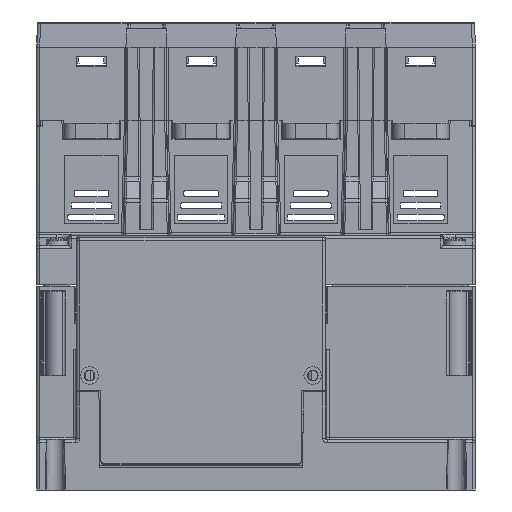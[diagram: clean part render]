
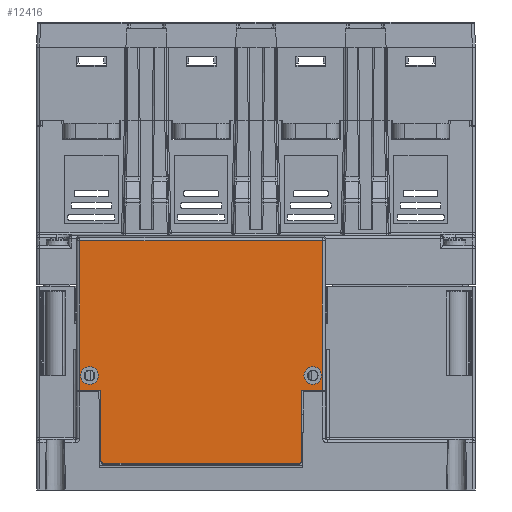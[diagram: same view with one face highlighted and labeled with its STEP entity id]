
A CAD part, front view. The second image highlights one B-rep face of the part: STEP entity #12416.
In plain terms, the highlighted planar face has unit normal (0, -1, 0).
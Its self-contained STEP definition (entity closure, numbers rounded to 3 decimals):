
#2080=ELLIPSE('',#118414,1.,1.);
#2081=ELLIPSE('',#118415,1.,1.);
#6379=FACE_BOUND('',#25718,.T.);
#6380=FACE_BOUND('',#25719,.T.);
#6381=FACE_BOUND('',#25720,.T.);
#8326=CIRCLE('',#118101,2.8);
#8330=CIRCLE('',#118108,2.8);
#12416=ADVANCED_FACE('',(#6379,#6380,#6381),#15906,.F.);
#15906=PLANE('',#118416);
#25718=EDGE_LOOP('',(#48732));
#25719=EDGE_LOOP('',(#48733));
#25720=EDGE_LOOP('',(#48734,#48735,#48736,#48737,#48738,#48739,#48740,#48741,
#48742,#48743));
#48732=ORIENTED_EDGE('',*,*,#82575,.F.);
#48733=ORIENTED_EDGE('',*,*,#82571,.T.);
#48734=ORIENTED_EDGE('',*,*,#83028,.T.);
#48735=ORIENTED_EDGE('',*,*,#82865,.T.);
#48736=ORIENTED_EDGE('',*,*,#83029,.T.);
#48737=ORIENTED_EDGE('',*,*,#83030,.T.);
#48738=ORIENTED_EDGE('',*,*,#83031,.F.);
#48739=ORIENTED_EDGE('',*,*,#83032,.T.);
#48740=ORIENTED_EDGE('',*,*,#83033,.T.);
#48741=ORIENTED_EDGE('',*,*,#83034,.T.);
#48742=ORIENTED_EDGE('',*,*,#83035,.T.);
#48743=ORIENTED_EDGE('',*,*,#83036,.T.);
#66874=VERTEX_POINT('',#182682);
#66878=VERTEX_POINT('',#182693);
#67068=VERTEX_POINT('',#183286);
#67070=VERTEX_POINT('',#183289);
#67176=VERTEX_POINT('',#183594);
#67177=VERTEX_POINT('',#183596);
#67178=VERTEX_POINT('',#183598);
#67179=VERTEX_POINT('',#183600);
#67180=VERTEX_POINT('',#183602);
#67181=VERTEX_POINT('',#183604);
#67182=VERTEX_POINT('',#183606);
#67183=VERTEX_POINT('',#183608);
#82571=EDGE_CURVE('',#66874,#66874,#8326,.T.);
#82575=EDGE_CURVE('',#66878,#66878,#8330,.T.);
#82865=EDGE_CURVE('',#67070,#67068,#95952,.T.);
#83028=EDGE_CURVE('',#67176,#67070,#96075,.T.);
#83029=EDGE_CURVE('',#67068,#67177,#96076,.T.);
#83030=EDGE_CURVE('',#67177,#67178,#2080,.T.);
#83031=EDGE_CURVE('',#67179,#67178,#96077,.T.);
#83032=EDGE_CURVE('',#67179,#67180,#2081,.T.);
#83033=EDGE_CURVE('',#67180,#67181,#96078,.T.);
#83034=EDGE_CURVE('',#67181,#67182,#96079,.T.);
#83035=EDGE_CURVE('',#67182,#67183,#96080,.T.);
#83036=EDGE_CURVE('',#67183,#67176,#96081,.T.);
#95952=LINE('',#183288,#107777);
#96075=LINE('',#183593,#107900);
#96076=LINE('',#183595,#107901);
#96077=LINE('',#183599,#107902);
#96078=LINE('',#183603,#107903);
#96079=LINE('',#183605,#107904);
#96080=LINE('',#183607,#107905);
#96081=LINE('',#183609,#107906);
#107777=VECTOR('',#144002,1.);
#107900=VECTOR('',#144277,1.);
#107901=VECTOR('',#144278,1.);
#107902=VECTOR('',#144281,1.);
#107903=VECTOR('',#144284,1.);
#107904=VECTOR('',#144285,1.);
#107905=VECTOR('',#144286,1.);
#107906=VECTOR('',#144287,1.);
#118101=AXIS2_PLACEMENT_3D('',#182681,#143354,#143355);
#118108=AXIS2_PLACEMENT_3D('',#182692,#143368,#143369);
#118414=AXIS2_PLACEMENT_3D('',#183597,#144279,#144280);
#118415=AXIS2_PLACEMENT_3D('',#183601,#144282,#144283);
#118416=AXIS2_PLACEMENT_3D('',#183610,#144288,#144289);
#143354=DIRECTION('',(0.,1.,0.));
#143355=DIRECTION('',(-1.,0.,0.));
#143368=DIRECTION('',(0.,-1.,0.));
#143369=DIRECTION('',(1.,0.,0.));
#144002=DIRECTION('',(1.,0.,-0.017));
#144277=DIRECTION('',(0.,0.,-1.));
#144278=DIRECTION('',(0.,0.,-1.));
#144279=DIRECTION('',(0.,-1.,0.));
#144280=DIRECTION('',(0.,0.,-1.));
#144281=DIRECTION('',(-1.,0.,0.));
#144282=DIRECTION('',(0.,-1.,0.));
#144283=DIRECTION('',(0.,0.,1.));
#144284=DIRECTION('',(0.,0.,1.));
#144285=DIRECTION('',(1.,0.,0.017));
#144286=DIRECTION('',(0.,0.,1.));
#144287=DIRECTION('',(-1.,0.,0.));
#144288=DIRECTION('',(0.,1.,0.));
#144289=DIRECTION('',(0.,0.,1.));
#182681=CARTESIAN_POINT('',(-53.1,-96.5,34.5));
#182682=CARTESIAN_POINT('',(-55.9,-96.5,34.5));
#182692=CARTESIAN_POINT('',(18.1,-96.5,34.5));
#182693=CARTESIAN_POINT('',(20.9,-96.5,34.5));
#183286=CARTESIAN_POINT('',(-49.5,-96.5,29.7));
#183288=CARTESIAN_POINT('',(-49.5,-96.5,29.7));
#183289=CARTESIAN_POINT('',(-56.2,-96.5,29.817));
#183593=CARTESIAN_POINT('',(-56.2,-96.5,64.609));
#183594=CARTESIAN_POINT('',(-56.2,-96.5,77.498));
#183595=CARTESIAN_POINT('',(-49.5,-96.5,64.609));
#183596=CARTESIAN_POINT('',(-49.5,-96.5,7.458));
#183597=CARTESIAN_POINT('',(-48.5,-96.5,7.458));
#183598=CARTESIAN_POINT('',(-48.5,-96.5,6.458));
#183599=CARTESIAN_POINT('',(-17.5,-96.5,6.458));
#183600=CARTESIAN_POINT('',(13.5,-96.5,6.458));
#183601=CARTESIAN_POINT('',(13.5,-96.5,7.458));
#183602=CARTESIAN_POINT('',(14.5,-96.5,7.458));
#183603=CARTESIAN_POINT('',(14.5,-96.5,64.609));
#183604=CARTESIAN_POINT('',(14.5,-96.5,29.7));
#183605=CARTESIAN_POINT('',(14.5,-96.5,29.7));
#183606=CARTESIAN_POINT('',(21.2,-96.5,29.817));
#183607=CARTESIAN_POINT('',(21.2,-96.5,77.463));
#183608=CARTESIAN_POINT('',(21.2,-96.5,77.498));
#183609=CARTESIAN_POINT('',(14.3,-96.5,77.498));
#183610=CARTESIAN_POINT('',(14.3,-96.5,64.609));
